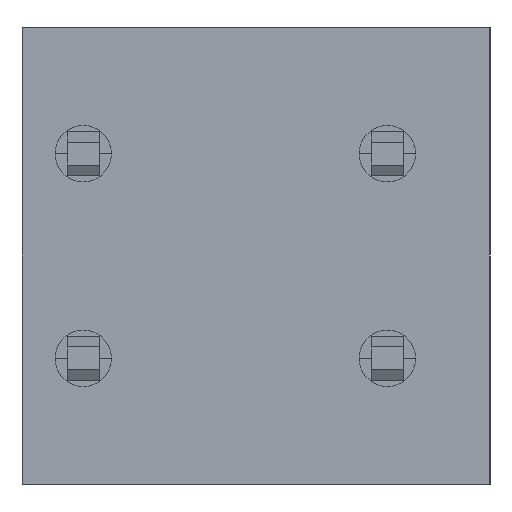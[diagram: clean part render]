
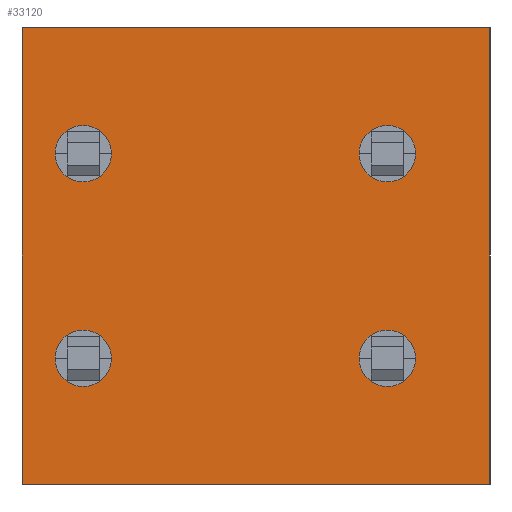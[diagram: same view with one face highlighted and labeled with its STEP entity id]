
A CAD part, front view. The second image highlights one B-rep face of the part: STEP entity #33120.
In plain terms, the highlighted planar face has unit normal (0, -1, 0).
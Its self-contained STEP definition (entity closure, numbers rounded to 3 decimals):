
#1590=CARTESIAN_POINT('',(2.331,84.712,
   0.));
#1600=VERTEX_POINT('',#1590);
#1780=CARTESIAN_POINT('',(0.931,84.712,
   0.));
#1790=VERTEX_POINT('',#1780);
#1820=CARTESIAN_POINT('',(1.631,84.712,
   0.));
#1830=DIRECTION('',(0.,-1.,
   0.));
#1840=DIRECTION('',(1.,0.,
   0.));
#1850=AXIS2_PLACEMENT_3D('',#1820,#1830,#1840);
#1860=CIRCLE('',#1850,0.7);
#1870=EDGE_CURVE('',#1600,#1790,#1860,.T.);
#10030=CARTESIAN_POINT('',(9.881,84.712
   ,0.));
#10040=VERTEX_POINT('',#10030);
#10120=CARTESIAN_POINT('',(8.481,84.712
   ,0.));
#10130=VERTEX_POINT('',#10120);
#10160=CARTESIAN_POINT('',(9.181,84.712
   ,0.));
#10170=DIRECTION('',(0.,-1.,
   0.));
#10180=DIRECTION('',(1.,0.,
   0.));
#10190=AXIS2_PLACEMENT_3D('',#10160,#10170,#10180);
#10200=CIRCLE('',#10190,0.7);
#10210=EDGE_CURVE('',#10040,#10130,#10200,.T.);
#22160=CARTESIAN_POINT('',(11.731,84.712
   ,3.13));
#22170=VERTEX_POINT('',#22160);
#22200=CARTESIAN_POINT('',(-47.365,
   84.712,3.13));
#22210=DIRECTION('',(1.,0.,
   0.));
#22220=VECTOR('',#22210,1.);
#22230=LINE('',#22200,#22220);
#22240=CARTESIAN_POINT('',(0.111,84.712
   ,3.13));
#22250=VERTEX_POINT('',#22240);
#22260=EDGE_CURVE('',#22250,#22170,#22230,.T.);
#22920=CARTESIAN_POINT('',(2.331,84.712
   ,-5.08));
#22930=VERTEX_POINT('',#22920);
#22980=CARTESIAN_POINT('',(1.631,84.712
   ,-5.08));
#22990=DIRECTION('',(0.,-1.,
   0.));
#23000=DIRECTION('',(1.,0.,
   0.));
#23010=AXIS2_PLACEMENT_3D('',#22980,#22990,#23000);
#23020=CIRCLE('',#23010,0.7);
#23030=CARTESIAN_POINT('',(0.931,84.712
   ,-5.08));
#23040=VERTEX_POINT('',#23030);
#23050=EDGE_CURVE('',#23040,#22930,#23020,.T.);
#27850=CARTESIAN_POINT('',(11.731,84.712
   ,-8.21));
#27860=VERTEX_POINT('',#27850);
#27890=CARTESIAN_POINT('',(11.731,84.712
   ,-0.08));
#27900=DIRECTION('',(0.,0.,
   -1.));
#27910=VECTOR('',#27900,1.);
#27920=LINE('',#27890,#27910);
#27930=EDGE_CURVE('',#22170,#27860,#27920,.T.);
#28140=CARTESIAN_POINT('',(9.881,84.712
   ,-5.08));
#28150=VERTEX_POINT('',#28140);
#28330=CARTESIAN_POINT('',(8.481,84.712
   ,-5.08));
#28340=VERTEX_POINT('',#28330);
#28370=CARTESIAN_POINT('',(9.181,84.712
   ,-5.08));
#28380=DIRECTION('',(0.,-1.,
   0.));
#28390=DIRECTION('',(1.,0.,
   0.));
#28400=AXIS2_PLACEMENT_3D('',#28370,#28380,#28390);
#28410=CIRCLE('',#28400,0.7);
#28420=EDGE_CURVE('',#28150,#28340,#28410,.T.);
#32690=CARTESIAN_POINT('',(0.111,84.712
   ,0.));
#32700=DIRECTION('',(0.,-1.,
   0.));
#32710=DIRECTION('',(-1.,0.,
   0.));
#32720=AXIS2_PLACEMENT_3D('',#32690,#32700,#32710);
#32730=PLANE('',#32720);
#32740=EDGE_CURVE('',#10130,#10040,#10200,.T.);
#32750=ORIENTED_EDGE('',*,*,#32740,.F.);
#32760=ORIENTED_EDGE('',*,*,#10210,.F.);
#32770=EDGE_LOOP('',(#32760,#32750));
#32780=FACE_BOUND('',#32770,.T.);
#32790=EDGE_CURVE('',#22930,#23040,#23020,.T.);
#32800=ORIENTED_EDGE('',*,*,#32790,.F.);
#32810=ORIENTED_EDGE('',*,*,#23050,.F.);
#32820=EDGE_LOOP('',(#32810,#32800));
#32830=FACE_BOUND('',#32820,.T.);
#32840=EDGE_CURVE('',#28340,#28150,#28410,.T.);
#32850=ORIENTED_EDGE('',*,*,#32840,.F.);
#32860=ORIENTED_EDGE('',*,*,#28420,.F.);
#32870=EDGE_LOOP('',(#32860,#32850));
#32880=FACE_BOUND('',#32870,.T.);
#32890=ORIENTED_EDGE('',*,*,#22260,.F.);
#32900=ORIENTED_EDGE('',*,*,#27930,.F.);
#32910=CARTESIAN_POINT('',(-47.365,
   84.712,-8.21));
#32920=DIRECTION('',(1.,0.,
   0.));
#32930=VECTOR('',#32920,1.);
#32940=LINE('',#32910,#32930);
#32950=CARTESIAN_POINT('',(0.111,84.712
   ,-8.21));
#32960=VERTEX_POINT('',#32950);
#32970=EDGE_CURVE('',#32960,#27860,#32940,.T.);
#32980=ORIENTED_EDGE('',*,*,#32970,.T.);
#32990=CARTESIAN_POINT('',(0.111,84.712
   ,-0.08));
#33000=DIRECTION('',(0.,0.,
   1.));
#33010=VECTOR('',#33000,1.);
#33020=LINE('',#32990,#33010);
#33030=EDGE_CURVE('',#32960,#22250,#33020,.T.);
#33040=ORIENTED_EDGE('',*,*,#33030,.F.);
#33050=EDGE_LOOP('',(#33040,#32980,#32900,#32890));
#33060=FACE_OUTER_BOUND('',#33050,.T.);
#33070=EDGE_CURVE('',#1790,#1600,#1860,.T.);
#33080=ORIENTED_EDGE('',*,*,#33070,.F.);
#33090=ORIENTED_EDGE('',*,*,#1870,.F.);
#33100=EDGE_LOOP('',(#33090,#33080));
#33110=FACE_BOUND('',#33100,.T.);
#33120=ADVANCED_FACE('',(#32780,#32830,#32880,#33060,#33110),#32730,.T.)
   ;
